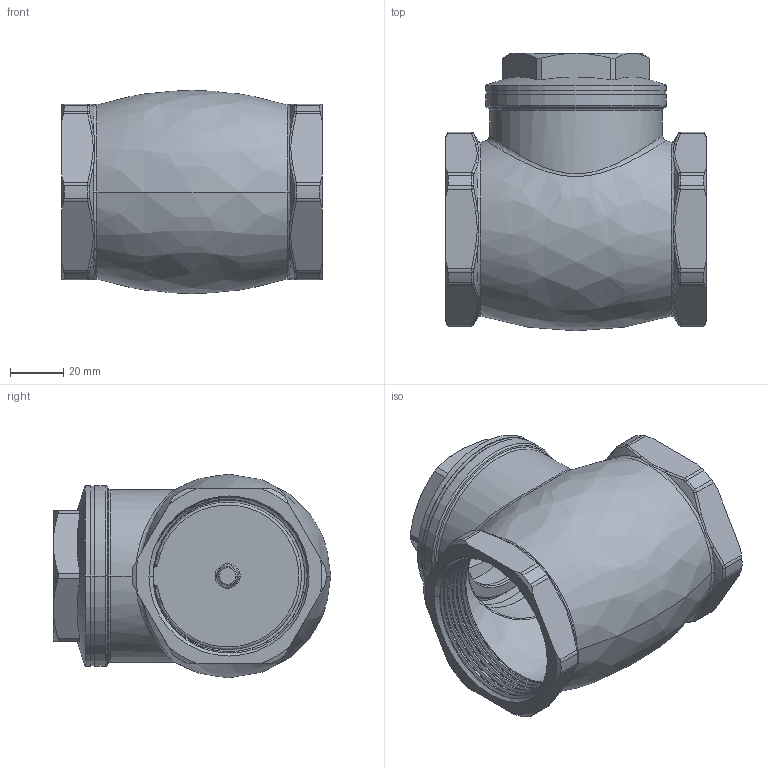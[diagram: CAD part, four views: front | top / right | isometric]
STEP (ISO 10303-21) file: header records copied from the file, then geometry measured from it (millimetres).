
FILE_DESCRIPTION(/* description */ ('Unknown'),/* implementation_level */ '2;1');
FILE_NAME(/* name */ '1052-09',/* time_stamp */ '2024-03-05T10:09:21+01:00',/* author */ ('Unknown'),/* organization */ ('Unknown'),/* preprocessor_version */ 'ST-DEVELOPER v19.4',/* originating_system */ 'Solid Edge',/* authorisation */ 'Unknown');
FILE_SCHEMA (('AUTOMOTIVE_DESIGN {1 0 10303 214 3 1 1}'));
Length unit declared in the file: millimetre
Products named in the file (9): 1052-09; F501-50-1; F501-50-4; F501-50-2; F501-50-3R_ASM; F501-50-3R; F501-50-5R; F501-50-6R; F501-50-7R
Assembly tree (8 placements, depth 3):
  1052-09
    F501-50-1
    F501-50-4
    F501-50-2
    F501-50-3R_ASM
      F501-50-3R
      F501-50-5R
      F501-50-6R
      F501-50-7R
Bounding box: 98 x 104.35 x 76.5 mm (x, y, z)
Volume: 129461.1 mm3; surface area: 87325.4 mm2
Topology: 7 solids, 7 shells, 414 faces, 1003 edges, 616 vertices
Faces by surface type: cylinder 137, bspline 74, plane 73, cone 65, torus 63, sphere 2
Entity records: 23018 total; most frequent: CARTESIAN_POINT 13947, ORIENTED_EDGE 2002, DIRECTION 1639, EDGE_CURVE 1001, AXIS2_PLACEMENT_3D 697, VERTEX_POINT 616, EDGE_LOOP 439, FACE_BOUND 439
